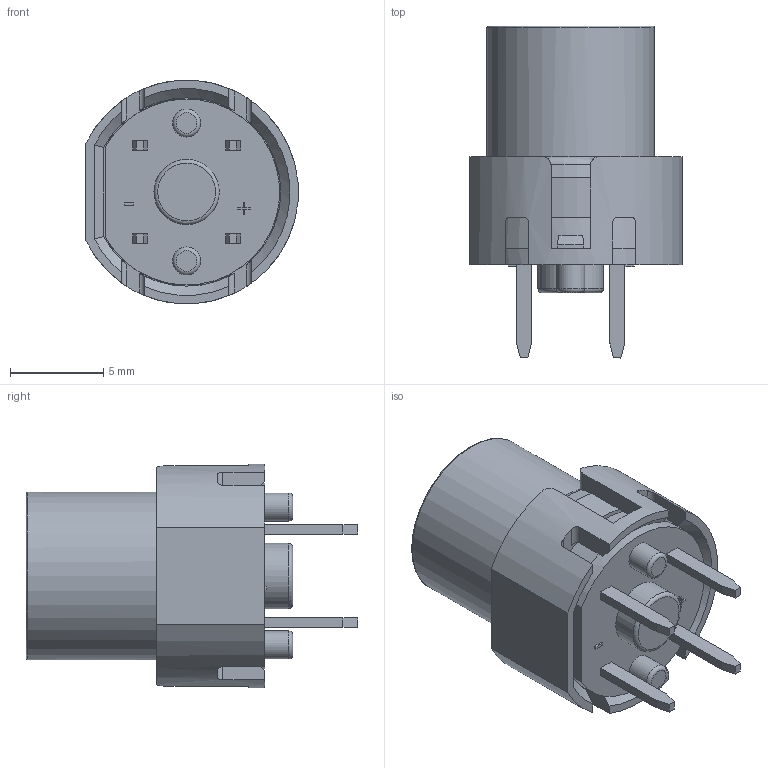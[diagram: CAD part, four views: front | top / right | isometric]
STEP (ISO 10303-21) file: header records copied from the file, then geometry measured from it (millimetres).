
FILE_DESCRIPTION(/* description */ ('STEP AP214'),/* implementation_level */ '2;1');
FILE_NAME(/* name */ 'D6R00F1LFS',/* time_stamp */ '2023-03-03T03:34:04+01:00',/* author */ ('License CC BY-ND 4.0'),/* organization */ ('CADENAS'),/* preprocessor_version */ 'ST-DEVELOPER v18.102',/* originating_system */ 'PARTsolutions',/* authorisation */ ' ');
FILE_SCHEMA (('AUTOMOTIVE_DESIGN {1 0 10303 214 3 1 1}'));
Length unit declared in the file: millimetre
Products named in the file (2): D6R00F1LFS; D6R00F1LFS_PART1
Assembly tree (1 placements, depth 2):
  D6R00F1LFS
    D6R00F1LFS_PART1
Bounding box: 11.38 x 17.8 x 11.98 mm (x, y, z)
Volume: 1070 mm3; surface area: 866.9 mm2
Topology: 1 solids, 1 shells, 129 faces, 356 edges, 231 vertices
Faces by surface type: plane 84, cylinder 27, cone 10, torus 8
Full cylindrical faces by diameter (mm): 1.5 x2, 3.5 x1, 9 x1
Entity records: 4237 total; most frequent: CARTESIAN_POINT 982, ORIENTED_EDGE 688, DIRECTION 633, EDGE_CURVE 344, VERTEX_POINT 227, LINE 221, VECTOR 221, AXIS2_PLACEMENT_3D 206
